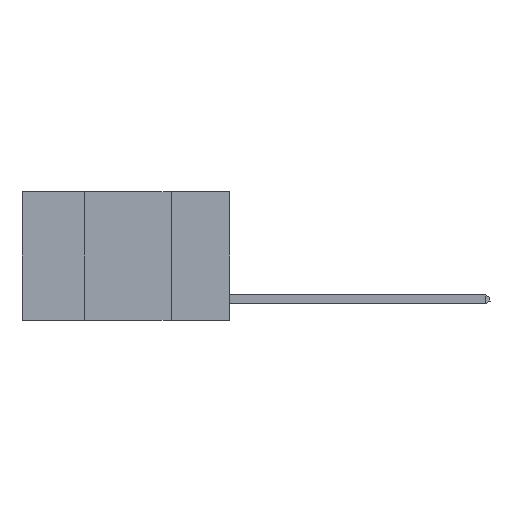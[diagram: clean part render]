
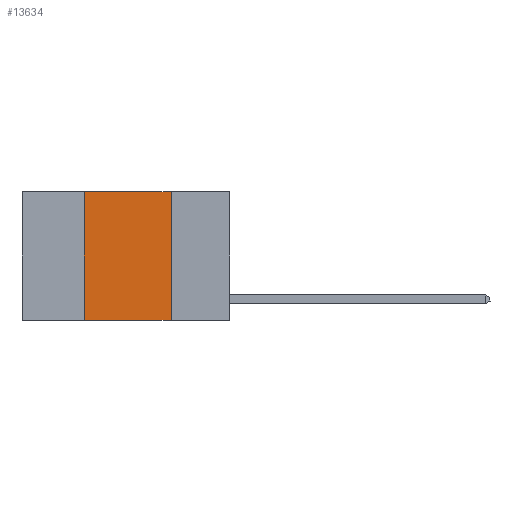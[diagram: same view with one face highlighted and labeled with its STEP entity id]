
A CAD part, left-side view. The second image highlights one B-rep face of the part: STEP entity #13634.
In plain terms, the highlighted planar face has unit normal (-1, 0, 0).
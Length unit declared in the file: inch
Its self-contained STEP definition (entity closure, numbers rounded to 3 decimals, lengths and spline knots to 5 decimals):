
#227 = EDGE_CURVE ( 'NONE', #13172, #11563, #6860, .T. ) ;
#363 = VERTEX_POINT ( 'NONE', #9042 ) ;
#852 = LINE ( 'NONE', #3137, #7245 ) ;
#1103 = DIRECTION ( 'NONE',  ( 0., 0., -1. ) ) ;
#1166 = DIRECTION ( 'NONE',  ( 0., -1., 0. ) ) ;
#2014 = CARTESIAN_POINT ( 'NONE',  ( 0., 0.42, -0.37 ) ) ;
#2836 = LINE ( 'NONE', #5693, #12557 ) ;
#3137 = CARTESIAN_POINT ( 'NONE',  ( 0., 0.42, 0. ) ) ;
#3352 = ORIENTED_EDGE ( 'NONE', *, *, #13076, .F. ) ;
#3906 = ORIENTED_EDGE ( 'NONE', *, *, #227, .T. ) ;
#4668 = VECTOR ( 'NONE', #1103, 39.37008 ) ;
#5390 = CARTESIAN_POINT ( 'NONE',  ( 0., 0.6, 0. ) ) ;
#5693 = CARTESIAN_POINT ( 'NONE',  ( 0., 0.6, 0. ) ) ;
#6860 = LINE ( 'NONE', #14933, #7268 ) ;
#7245 = VECTOR ( 'NONE', #10766, 39.37008 ) ;
#7268 = VECTOR ( 'NONE', #1166, 39.37008 ) ;
#7982 = DIRECTION ( 'NONE',  ( 0., 0., -1. ) ) ;
#9042 = CARTESIAN_POINT ( 'NONE',  ( 0., 0.42, 0. ) ) ;
#10278 = CARTESIAN_POINT ( 'NONE',  ( 0., 0.17, -0.37 ) ) ;
#10766 = DIRECTION ( 'NONE',  ( 0., 0., 1. ) ) ;
#10980 = VERTEX_POINT ( 'NONE', #16234 ) ;
#11563 = VERTEX_POINT ( 'NONE', #10278 ) ;
#12557 = VECTOR ( 'NONE', #13207, 39.37008 ) ;
#12732 = EDGE_CURVE ( 'NONE', #10980, #11563, #14664, .T. ) ;
#13076 = EDGE_CURVE ( 'NONE', #363, #10980, #2836, .T. ) ;
#13153 = AXIS2_PLACEMENT_3D ( 'NONE', #5390, #15367, #7982 ) ;
#13172 = VERTEX_POINT ( 'NONE', #2014 ) ;
#13190 = ORIENTED_EDGE ( 'NONE', *, *, #15921, .F. ) ;
#13207 = DIRECTION ( 'NONE',  ( 0., -1., 0. ) ) ;
#13634 = ADVANCED_FACE ( 'NONE', ( #15013 ), #14160, .F. ) ;
#14097 = EDGE_LOOP ( 'NONE', ( #15617, #3352, #13190, #3906 ) ) ;
#14160 = PLANE ( 'NONE',  #13153 ) ;
#14664 = LINE ( 'NONE', #16086, #4668 ) ;
#14933 = CARTESIAN_POINT ( 'NONE',  ( 0., 0.6, -0.37 ) ) ;
#15013 = FACE_OUTER_BOUND ( 'NONE', #14097, .T. ) ;
#15367 = DIRECTION ( 'NONE',  ( 1., 0., 0. ) ) ;
#15617 = ORIENTED_EDGE ( 'NONE', *, *, #12732, .F. ) ;
#15921 = EDGE_CURVE ( 'NONE', #13172, #363, #852, .T. ) ;
#16086 = CARTESIAN_POINT ( 'NONE',  ( 0., 0.17, 0. ) ) ;
#16234 = CARTESIAN_POINT ( 'NONE',  ( 0., 0.17, 0. ) ) ;
